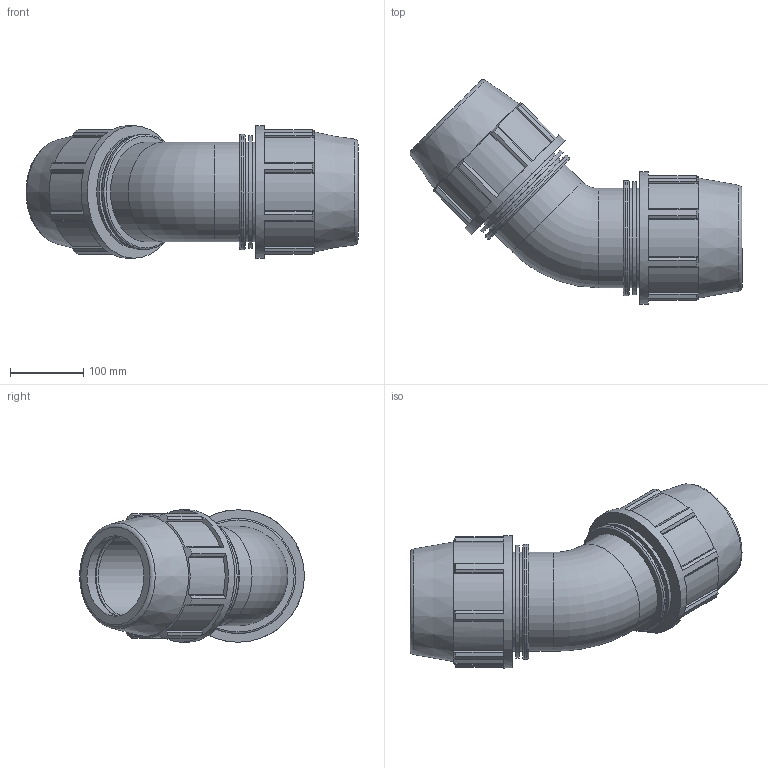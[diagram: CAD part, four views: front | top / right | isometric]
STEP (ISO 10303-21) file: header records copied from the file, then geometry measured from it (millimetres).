
FILE_DESCRIPTION(/* description */ ('PLASSON 45° ELBOW 110-110'),/* implementation_level */ '2;1');
FILE_NAME(/* name */ '870600110_180600110.ipt.stp',/* time_stamp */ '2017-06-08T04:11:09+03:00',/* author */ ('Кирилл'),/* organization */ (''),/* preprocessor_version */ 'ST-DEVELOPER v15.6',/* originating_system */ 'Autodesk Inventor 2015',/* authorisation */ '');
FILE_SCHEMA (('AUTOMOTIVE_DESIGN { 1 0 10303 214 3 1 1 }'));
Length unit declared in the file: millimetre
Products named in the file (1): 870600110_180600110
Bounding box: 453.48 x 306.98 x 181 mm (x, y, z)
Volume: 4327527.6 mm3; surface area: 478980.8 mm2
Topology: 1 solids, 1 shells, 140 faces, 369 edges, 243 vertices
Faces by surface type: plane 94, cylinder 30, torus 8, cone 8
Full cylindrical faces by diameter (mm): 110 x2, 135.75 x6, 154.321 x2, 157.47 x2, 181 x2
Entity records: 4239 total; most frequent: CARTESIAN_POINT 769, DIRECTION 686, ORIENTED_EDGE 660, EDGE_CURVE 330, AXIS2_PLACEMENT_3D 247, VERTEX_POINT 234, LINE 192, VECTOR 192
